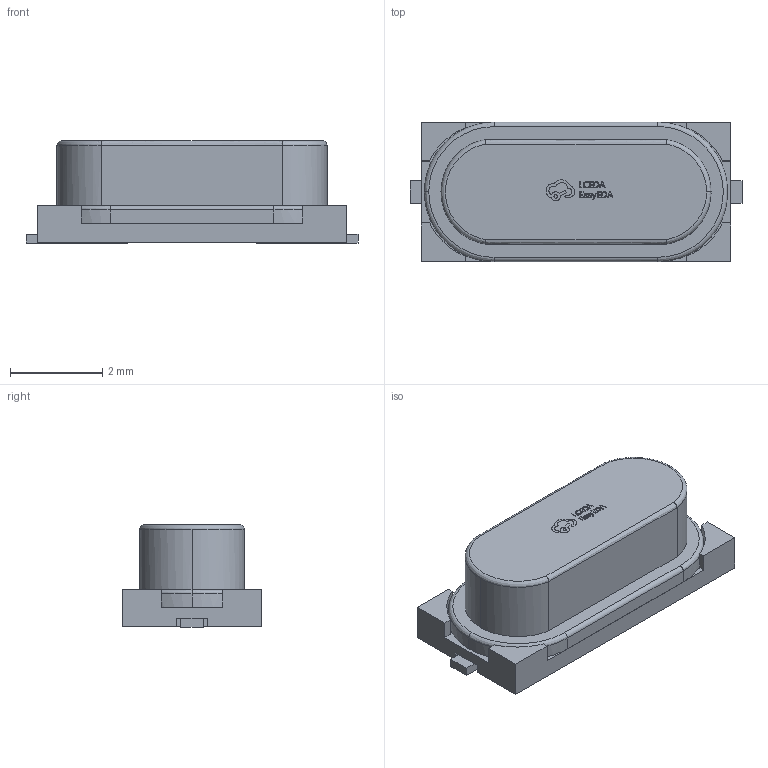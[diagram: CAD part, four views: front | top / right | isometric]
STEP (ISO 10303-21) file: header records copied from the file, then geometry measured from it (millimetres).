
FILE_DESCRIPTION(('Open CASCADE Model'),'2;1');
FILE_NAME('Open CASCADE Shape Model','2025-11-02T17:28:18',('Author'),( 'Open CASCADE'),'Open CASCADE STEP processor 7.9','Open CASCADE 7.9' ,'Unknown');
FILE_SCHEMA(('AUTOMOTIVE_DESIGN { 1 0 10303 214 1 1 1 1 }'));
Length unit declared in the file: millimetre
Products named in the file (1): COMPOUND
Bounding box: 7.21 x 3.03 x 2.22 mm (x, y, z)
Volume: 33.2 mm3; surface area: 120.6 mm2
Topology: 2 solids, 2 shells, 358 faces, 968 edges, 641 vertices
Faces by surface type: bspline 358
Entity records: 14231 total; most frequent: CARTESIAN_POINT 5747, ORIENTED_EDGE 1936, EDGE_CURVE 968, B_SPLINE_CURVE_WITH_KNOTS 931, VERTEX_POINT 641, FACE_BOUND 385, EDGE_LOOP 385, PRESENTATION_STYLE_ASSIGNMENT 360
